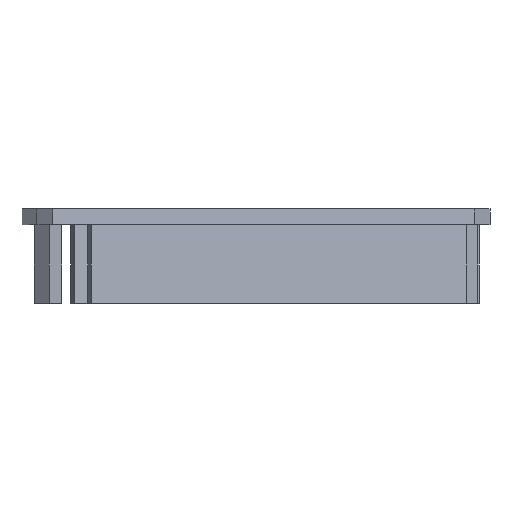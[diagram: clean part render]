
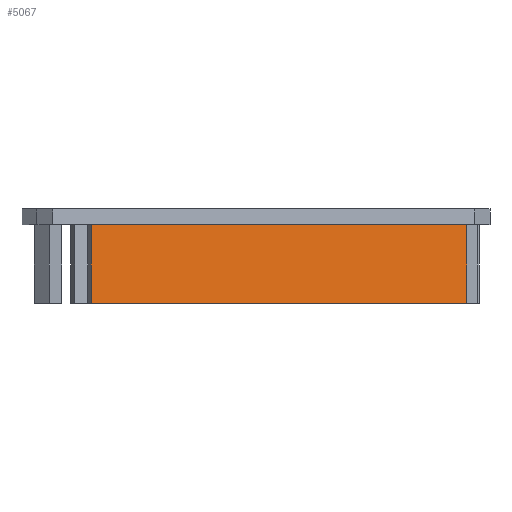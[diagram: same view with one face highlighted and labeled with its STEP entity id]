
A CAD part, left-side view. The second image highlights one B-rep face of the part: STEP entity #5067.
In plain terms, the highlighted planar face has unit normal (-0.963, -0.27, 0).
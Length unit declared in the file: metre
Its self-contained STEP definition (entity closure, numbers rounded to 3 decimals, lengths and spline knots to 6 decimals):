
#1726=ORIENTED_EDGE('',*,*,#1998,.F.);
#1727=ORIENTED_EDGE('',*,*,#1806,.F.);
#1728=ORIENTED_EDGE('',*,*,#1800,.T.);
#1729=ORIENTED_EDGE('',*,*,#1804,.T.);
#1800=EDGE_CURVE('',#2532,#2531,#3019,.T.);
#1804=EDGE_CURVE('',#2531,#2534,#3023,.T.);
#1806=EDGE_CURVE('',#2532,#2536,#3025,.T.);
#1998=EDGE_CURVE('',#2536,#2534,#3145,.T.);
#2531=VERTEX_POINT('',#6219);
#2532=VERTEX_POINT('',#6221);
#2534=VERTEX_POINT('',#6227);
#2536=VERTEX_POINT('',#6233);
#3019=LINE('',#6220,#3550);
#3023=LINE('',#6228,#3554);
#3025=LINE('',#6232,#3556);
#3145=LINE('',#6745,#3676);
#3550=VECTOR('',#5312,1.);
#3554=VECTOR('',#5318,1.);
#3556=VECTOR('',#5322,1.);
#3676=VECTOR('',#5456,1.);
#4342=EDGE_LOOP('',(#1726,#1727,#1728,#1729));
#4641=FACE_BOUND('',#4342,.T.);
#4804=PLANE('',#5258);
#5067=ADVANCED_FACE('',(#4641),#4804,.T.);
#5258=AXIS2_PLACEMENT_3D('',#8673,#6133,#6134);
#5312=DIRECTION('',(0.27,-0.963,0.));
#5318=DIRECTION('',(0.,0.,1.));
#5322=DIRECTION('',(0.,0.,1.));
#5456=DIRECTION('',(0.27,-0.963,0.));
#6133=DIRECTION('',(-0.963,-0.27,0.));
#6134=DIRECTION('',(0.27,-0.963,0.));
#6219=CARTESIAN_POINT('',(-0.061584,-0.094412,0.060291));
#6220=CARTESIAN_POINT('',(-0.069977,-0.064484,0.060291));
#6221=CARTESIAN_POINT('',(-0.07832,-0.034734,0.060291));
#6227=CARTESIAN_POINT('',(-0.061584,-0.094412,0.072737));
#6228=CARTESIAN_POINT('',(-0.061584,-0.094412,0.060291));
#6232=CARTESIAN_POINT('',(-0.07832,-0.034734,0.060291));
#6233=CARTESIAN_POINT('',(-0.07832,-0.034734,0.072737));
#6745=CARTESIAN_POINT('',(-0.069977,-0.064484,0.072737));
#8673=CARTESIAN_POINT('',(-0.069977,-0.064484,0.060291));
